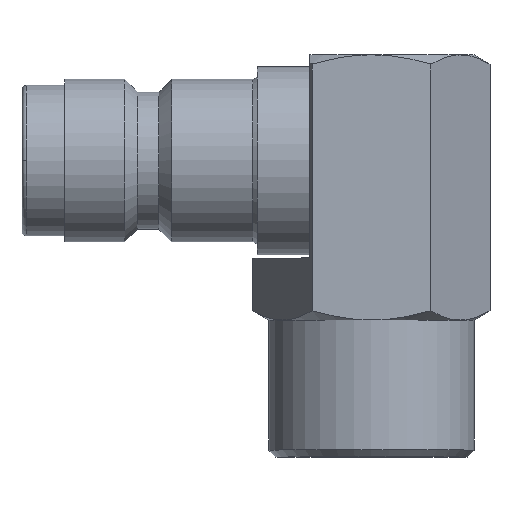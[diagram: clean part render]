
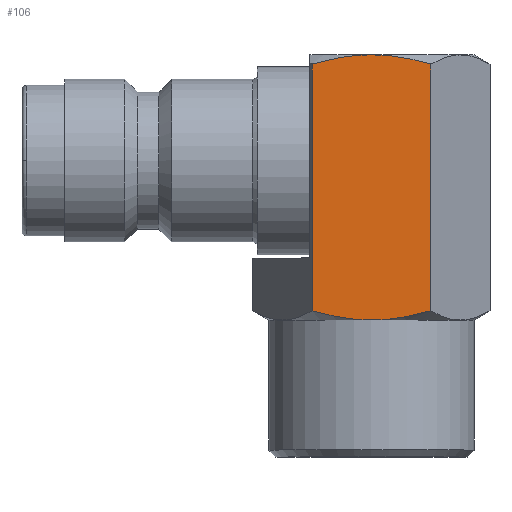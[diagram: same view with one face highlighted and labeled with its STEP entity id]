
A CAD part, top view. The second image highlights one B-rep face of the part: STEP entity #106.
In plain terms, the highlighted planar face has unit normal (0, 0, 1).
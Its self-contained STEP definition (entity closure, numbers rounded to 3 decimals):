
#106=ADVANCED_FACE('',(#245),#246,.T.);
#245=FACE_OUTER_BOUND('',#419,.T.);
#246=PLANE('',#420);
#419=EDGE_LOOP('',(#670,#671,#672,#673,#674,#675));
#420=AXIS2_PLACEMENT_3D('',#676,#677,#678);
#670=ORIENTED_EDGE('',*,*,#1079,.F.);
#671=ORIENTED_EDGE('',*,*,#1044,.F.);
#672=ORIENTED_EDGE('',*,*,#1016,.T.);
#673=ORIENTED_EDGE('',*,*,#1080,.F.);
#674=ORIENTED_EDGE('',*,*,#1081,.F.);
#675=ORIENTED_EDGE('',*,*,#1082,.F.);
#676=CARTESIAN_POINT('',(0.,15.0,12.0));
#677=DIRECTION('',(0.,0.0,1.0));
#678=DIRECTION('',(1.0,0.0,0.));
#1016=EDGE_CURVE('',#1194,#1202,#1204,.T.);
#1044=EDGE_CURVE('',#1194,#1249,#1250,.T.);
#1079=EDGE_CURVE('',#1249,#1304,#1305,.T.);
#1080=EDGE_CURVE('',#1259,#1202,#1306,.T.);
#1081=EDGE_CURVE('',#1307,#1259,#1308,.T.);
#1082=EDGE_CURVE('',#1304,#1307,#1309,.T.);
#1194=VERTEX_POINT('',#1478);
#1202=VERTEX_POINT('',#1520);
#1204=LINE('',#1533,#1534);
#1249=VERTEX_POINT('',#1654);
#1250=(B_SPLINE_CURVE(2,(#1656,#1657,#1658,#1659,#1660),.UNSPECIFIED.,.F.,.F.)B_SPLINE_CURVE_WITH_KNOTS((3,2,3),(0.0,7.036,14.072),.UNSPECIFIED.)RATIONAL_B_SPLINE_CURVE((1.0,1.038,1.0,1.038,1.0))BOUNDED_CURVE()REPRESENTATION_ITEM('')GEOMETRIC_REPRESENTATION_ITEM()CURVE());
#1259=VERTEX_POINT('',#1676);
#1304=VERTEX_POINT('',#1776);
#1305=(B_SPLINE_CURVE(2,(#1778,#1779,#1780,#1781,#1782),.UNSPECIFIED.,.F.,.F.)B_SPLINE_CURVE_WITH_KNOTS((3,2,3),(0.0,7.036,14.072),.UNSPECIFIED.)RATIONAL_B_SPLINE_CURVE((1.0,1.038,1.0,1.038,1.0))BOUNDED_CURVE()REPRESENTATION_ITEM('')GEOMETRIC_REPRESENTATION_ITEM()CURVE());
#1306=(B_SPLINE_CURVE(2,(#1790,#1791,#1792,#1793,#1794),.UNSPECIFIED.,.F.,.F.)B_SPLINE_CURVE_WITH_KNOTS((3,2,3),(0.0,7.036,14.072),.UNSPECIFIED.)RATIONAL_B_SPLINE_CURVE((1.0,1.038,1.0,1.038,1.0))BOUNDED_CURVE()REPRESENTATION_ITEM('')GEOMETRIC_REPRESENTATION_ITEM()CURVE());
#1307=VERTEX_POINT('',#1801);
#1308=(B_SPLINE_CURVE(2,(#1803,#1804,#1805,#1806,#1807),.UNSPECIFIED.,.F.,.F.)B_SPLINE_CURVE_WITH_KNOTS((3,2,3),(0.0,7.036,14.072),.UNSPECIFIED.)RATIONAL_B_SPLINE_CURVE((1.0,1.038,1.0,1.038,1.0))BOUNDED_CURVE()REPRESENTATION_ITEM('')GEOMETRIC_REPRESENTATION_ITEM()CURVE());
#1309=LINE('',#1814,#1815);
#1478=CARTESIAN_POINT('',(6.928,17.072,12.0));
#1520=CARTESIAN_POINT('',(6.928,45.928,12.0));
#1533=CARTESIAN_POINT('',(6.928,15.0,12.0));
#1534=VECTOR('',#2084,1.0);
#1654=CARTESIAN_POINT('',(0.,16.0,12.0));
#1656=CARTESIAN_POINT('',(6.935,17.074,12.0));
#1657=CARTESIAN_POINT('',(3.218,16.0,12.0));
#1658=CARTESIAN_POINT('',(0.,16.0,12.0));
#1659=CARTESIAN_POINT('',(-3.218,16.0,12.0));
#1660=CARTESIAN_POINT('',(-6.935,17.074,12.0));
#1676=CARTESIAN_POINT('',(0.,47.0,12.0));
#1776=CARTESIAN_POINT('',(-6.928,17.072,12.0));
#1778=CARTESIAN_POINT('',(6.935,17.074,12.0));
#1779=CARTESIAN_POINT('',(3.218,16.0,12.0));
#1780=CARTESIAN_POINT('',(0.,16.0,12.0));
#1781=CARTESIAN_POINT('',(-3.218,16.0,12.0));
#1782=CARTESIAN_POINT('',(-6.935,17.074,12.0));
#1790=CARTESIAN_POINT('',(-6.935,45.926,12.0));
#1791=CARTESIAN_POINT('',(-3.218,47.0,12.0));
#1792=CARTESIAN_POINT('',(0.,47.0,12.0));
#1793=CARTESIAN_POINT('',(3.218,47.0,12.0));
#1794=CARTESIAN_POINT('',(6.935,45.926,12.0));
#1801=CARTESIAN_POINT('',(-6.928,45.928,12.0));
#1803=CARTESIAN_POINT('',(-6.935,45.926,12.0));
#1804=CARTESIAN_POINT('',(-3.218,47.0,12.0));
#1805=CARTESIAN_POINT('',(0.,47.0,12.0));
#1806=CARTESIAN_POINT('',(3.218,47.0,12.0));
#1807=CARTESIAN_POINT('',(6.935,45.926,12.0));
#1814=CARTESIAN_POINT('',(-6.928,15.0,12.0));
#1815=VECTOR('',#2177,1.0);
#2084=DIRECTION('',(0.0,1.0,0.0));
#2177=DIRECTION('',(0.0,1.0,0.0));
